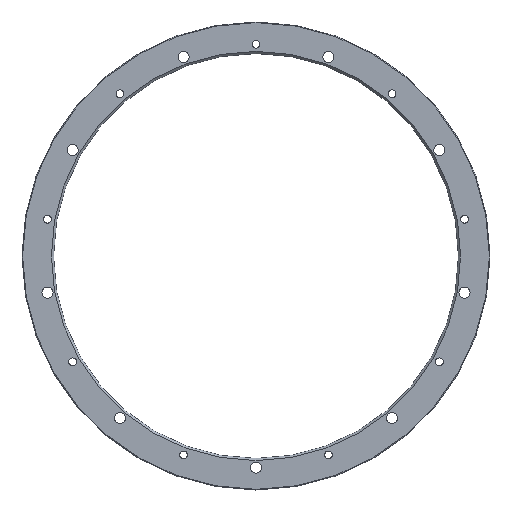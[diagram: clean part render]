
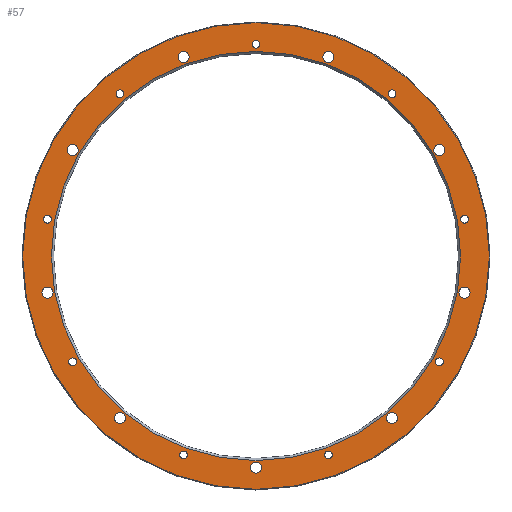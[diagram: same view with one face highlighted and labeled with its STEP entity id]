
A CAD part, top view. The second image highlights one B-rep face of the part: STEP entity #57.
In plain terms, the highlighted planar face has unit normal (0, 0, 1).
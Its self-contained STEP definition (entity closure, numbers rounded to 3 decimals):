
#57=ADVANCED_FACE('',(#90,#91,#92,#93,#94,#95,#96,#97,#98,#99,#100,#101,
#102,#103,#104,#105,#106,#107,#108,#109),#87,.T.);
#87=PLANE('',#619);
#90=FACE_BOUND('',#186,.T.);
#91=FACE_BOUND('',#187,.T.);
#92=FACE_BOUND('',#188,.T.);
#93=FACE_BOUND('',#189,.T.);
#94=FACE_BOUND('',#190,.T.);
#95=FACE_BOUND('',#191,.T.);
#96=FACE_BOUND('',#192,.T.);
#97=FACE_BOUND('',#193,.T.);
#98=FACE_BOUND('',#194,.T.);
#99=FACE_BOUND('',#195,.T.);
#100=FACE_BOUND('',#196,.T.);
#101=FACE_BOUND('',#197,.T.);
#102=FACE_BOUND('',#198,.T.);
#103=FACE_BOUND('',#199,.T.);
#104=FACE_BOUND('',#200,.T.);
#105=FACE_BOUND('',#201,.T.);
#106=FACE_BOUND('',#202,.T.);
#107=FACE_BOUND('',#203,.T.);
#108=FACE_BOUND('',#204,.T.);
#109=FACE_BOUND('',#205,.T.);
#186=EDGE_LOOP('',(#282));
#187=EDGE_LOOP('',(#283));
#188=EDGE_LOOP('',(#284));
#189=EDGE_LOOP('',(#285));
#190=EDGE_LOOP('',(#286));
#191=EDGE_LOOP('',(#287));
#192=EDGE_LOOP('',(#288));
#193=EDGE_LOOP('',(#289));
#194=EDGE_LOOP('',(#290));
#195=EDGE_LOOP('',(#291));
#196=EDGE_LOOP('',(#292));
#197=EDGE_LOOP('',(#293));
#198=EDGE_LOOP('',(#294));
#199=EDGE_LOOP('',(#295));
#200=EDGE_LOOP('',(#296));
#201=EDGE_LOOP('',(#297));
#202=EDGE_LOOP('',(#298));
#203=EDGE_LOOP('',(#299));
#204=EDGE_LOOP('',(#300));
#205=EDGE_LOOP('',(#301));
#282=ORIENTED_EDGE('',*,*,#426,.T.);
#283=ORIENTED_EDGE('',*,*,#427,.T.);
#284=ORIENTED_EDGE('',*,*,#428,.T.);
#285=ORIENTED_EDGE('',*,*,#429,.T.);
#286=ORIENTED_EDGE('',*,*,#430,.T.);
#287=ORIENTED_EDGE('',*,*,#431,.T.);
#288=ORIENTED_EDGE('',*,*,#432,.T.);
#289=ORIENTED_EDGE('',*,*,#433,.T.);
#290=ORIENTED_EDGE('',*,*,#434,.T.);
#291=ORIENTED_EDGE('',*,*,#435,.T.);
#292=ORIENTED_EDGE('',*,*,#436,.T.);
#293=ORIENTED_EDGE('',*,*,#437,.T.);
#294=ORIENTED_EDGE('',*,*,#438,.T.);
#295=ORIENTED_EDGE('',*,*,#439,.T.);
#296=ORIENTED_EDGE('',*,*,#440,.T.);
#297=ORIENTED_EDGE('',*,*,#441,.T.);
#298=ORIENTED_EDGE('',*,*,#442,.T.);
#299=ORIENTED_EDGE('',*,*,#443,.T.);
#300=ORIENTED_EDGE('',*,*,#444,.T.);
#301=ORIENTED_EDGE('',*,*,#445,.T.);
#378=VERTEX_POINT('',#873);
#379=VERTEX_POINT('',#875);
#380=VERTEX_POINT('',#877);
#381=VERTEX_POINT('',#879);
#382=VERTEX_POINT('',#881);
#383=VERTEX_POINT('',#883);
#384=VERTEX_POINT('',#885);
#385=VERTEX_POINT('',#887);
#386=VERTEX_POINT('',#889);
#387=VERTEX_POINT('',#891);
#388=VERTEX_POINT('',#893);
#389=VERTEX_POINT('',#895);
#390=VERTEX_POINT('',#897);
#391=VERTEX_POINT('',#899);
#392=VERTEX_POINT('',#901);
#393=VERTEX_POINT('',#903);
#394=VERTEX_POINT('',#905);
#395=VERTEX_POINT('',#907);
#396=VERTEX_POINT('',#909);
#397=VERTEX_POINT('',#911);
#426=EDGE_CURVE('',#378,#378,#538,.T.);
#427=EDGE_CURVE('',#379,#379,#539,.T.);
#428=EDGE_CURVE('',#380,#380,#540,.T.);
#429=EDGE_CURVE('',#381,#381,#541,.T.);
#430=EDGE_CURVE('',#382,#382,#542,.T.);
#431=EDGE_CURVE('',#383,#383,#543,.T.);
#432=EDGE_CURVE('',#384,#384,#544,.T.);
#433=EDGE_CURVE('',#385,#385,#545,.T.);
#434=EDGE_CURVE('',#386,#386,#546,.T.);
#435=EDGE_CURVE('',#387,#387,#547,.T.);
#436=EDGE_CURVE('',#388,#388,#548,.T.);
#437=EDGE_CURVE('',#389,#389,#549,.T.);
#438=EDGE_CURVE('',#390,#390,#550,.T.);
#439=EDGE_CURVE('',#391,#391,#551,.T.);
#440=EDGE_CURVE('',#392,#392,#552,.T.);
#441=EDGE_CURVE('',#393,#393,#553,.T.);
#442=EDGE_CURVE('',#394,#394,#554,.T.);
#443=EDGE_CURVE('',#395,#395,#555,.T.);
#444=EDGE_CURVE('',#396,#396,#556,.T.);
#445=EDGE_CURVE('',#397,#397,#557,.T.);
#538=CIRCLE('',#599,74.95);
#539=CIRCLE('',#600,65.71);
#540=CIRCLE('',#601,1.25);
#541=CIRCLE('',#602,1.25);
#542=CIRCLE('',#603,1.25);
#543=CIRCLE('',#604,1.25);
#544=CIRCLE('',#605,1.25);
#545=CIRCLE('',#606,1.25);
#546=CIRCLE('',#607,1.25);
#547=CIRCLE('',#608,1.25);
#548=CIRCLE('',#609,1.25);
#549=CIRCLE('',#610,1.775);
#550=CIRCLE('',#611,1.775);
#551=CIRCLE('',#612,1.775);
#552=CIRCLE('',#613,1.775);
#553=CIRCLE('',#614,1.775);
#554=CIRCLE('',#615,1.775);
#555=CIRCLE('',#616,1.775);
#556=CIRCLE('',#617,1.775);
#557=CIRCLE('',#618,1.775);
#599=AXIS2_PLACEMENT_3D('',#872,#703,#704);
#600=AXIS2_PLACEMENT_3D('',#874,#705,#706);
#601=AXIS2_PLACEMENT_3D('',#876,#707,#708);
#602=AXIS2_PLACEMENT_3D('',#878,#709,#710);
#603=AXIS2_PLACEMENT_3D('',#880,#711,#712);
#604=AXIS2_PLACEMENT_3D('',#882,#713,#714);
#605=AXIS2_PLACEMENT_3D('',#884,#715,#716);
#606=AXIS2_PLACEMENT_3D('',#886,#717,#718);
#607=AXIS2_PLACEMENT_3D('',#888,#719,#720);
#608=AXIS2_PLACEMENT_3D('',#890,#721,#722);
#609=AXIS2_PLACEMENT_3D('',#892,#723,#724);
#610=AXIS2_PLACEMENT_3D('',#894,#725,#726);
#611=AXIS2_PLACEMENT_3D('',#896,#727,#728);
#612=AXIS2_PLACEMENT_3D('',#898,#729,#730);
#613=AXIS2_PLACEMENT_3D('',#900,#731,#732);
#614=AXIS2_PLACEMENT_3D('',#902,#733,#734);
#615=AXIS2_PLACEMENT_3D('',#904,#735,#736);
#616=AXIS2_PLACEMENT_3D('',#906,#737,#738);
#617=AXIS2_PLACEMENT_3D('',#908,#739,#740);
#618=AXIS2_PLACEMENT_3D('',#910,#741,#742);
#619=AXIS2_PLACEMENT_3D('',#912,#743,#744);
#703=DIRECTION('',(0.,0.,1.));
#704=DIRECTION('',(1.,0.,0.));
#705=DIRECTION('',(0.,0.,-1.));
#706=DIRECTION('',(1.,0.,0.));
#707=DIRECTION('',(0.,0.,-1.));
#708=DIRECTION('',(-0.766,0.643,0.));
#709=DIRECTION('',(0.,0.,-1.));
#710=DIRECTION('',(-0.174,0.985,0.));
#711=DIRECTION('',(0.,0.,-1.));
#712=DIRECTION('',(0.5,0.866,0.));
#713=DIRECTION('',(0.,0.,-1.));
#714=DIRECTION('',(0.94,0.342,0.));
#715=DIRECTION('',(0.,0.,-1.));
#716=DIRECTION('',(0.94,-0.342,0.));
#717=DIRECTION('',(0.,0.,-1.));
#718=DIRECTION('',(0.5,-0.866,0.));
#719=DIRECTION('',(0.,0.,-1.));
#720=DIRECTION('',(-0.174,-0.985,0.));
#721=DIRECTION('',(0.,0.,-1.));
#722=DIRECTION('',(-0.766,-0.643,0.));
#723=DIRECTION('',(0.,0.,-1.));
#724=DIRECTION('',(-1.,0.,0.));
#725=DIRECTION('',(0.,0.,-1.));
#726=DIRECTION('',(-0.766,0.643,0.));
#727=DIRECTION('',(0.,0.,-1.));
#728=DIRECTION('',(-0.174,0.985,0.));
#729=DIRECTION('',(0.,0.,-1.));
#730=DIRECTION('',(0.5,0.866,0.));
#731=DIRECTION('',(0.,0.,-1.));
#732=DIRECTION('',(0.94,0.342,0.));
#733=DIRECTION('',(0.,0.,-1.));
#734=DIRECTION('',(0.94,-0.342,0.));
#735=DIRECTION('',(0.,0.,-1.));
#736=DIRECTION('',(0.5,-0.866,0.));
#737=DIRECTION('',(0.,0.,-1.));
#738=DIRECTION('',(-0.174,-0.985,0.));
#739=DIRECTION('',(0.,0.,-1.));
#740=DIRECTION('',(-0.766,-0.643,0.));
#741=DIRECTION('',(0.,0.,-1.));
#742=DIRECTION('',(-1.,0.,0.));
#743=DIRECTION('',(0.,0.,1.));
#744=DIRECTION('',(1.,0.,0.));
#872=CARTESIAN_POINT('',(0.,0.,7.));
#873=CARTESIAN_POINT('',(74.95,0.,7.));
#874=CARTESIAN_POINT('',(0.,0.,7.));
#875=CARTESIAN_POINT('',(65.71,0.,7.));
#876=CARTESIAN_POINT('',(43.71,52.091,7.));
#877=CARTESIAN_POINT('',(42.752,52.895,7.));
#878=CARTESIAN_POINT('',(66.967,11.808,7.));
#879=CARTESIAN_POINT('',(66.75,13.039,7.));
#880=CARTESIAN_POINT('',(58.89,-34.,7.));
#881=CARTESIAN_POINT('',(59.515,-32.917,7.));
#882=CARTESIAN_POINT('',(23.257,-63.899,7.));
#883=CARTESIAN_POINT('',(24.432,-63.472,7.));
#884=CARTESIAN_POINT('',(-23.257,-63.899,7.));
#885=CARTESIAN_POINT('',(-22.083,-64.327,7.));
#886=CARTESIAN_POINT('',(-58.89,-34.,7.));
#887=CARTESIAN_POINT('',(-58.265,-35.083,7.));
#888=CARTESIAN_POINT('',(-66.967,11.808,7.));
#889=CARTESIAN_POINT('',(-67.184,10.577,7.));
#890=CARTESIAN_POINT('',(-43.71,52.091,7.));
#891=CARTESIAN_POINT('',(-44.667,51.288,7.));
#892=CARTESIAN_POINT('',(0.,68.,7.));
#893=CARTESIAN_POINT('',(-1.25,68.,7.));
#894=CARTESIAN_POINT('',(-58.89,34.,7.));
#895=CARTESIAN_POINT('',(-60.249,35.141,7.));
#896=CARTESIAN_POINT('',(-23.257,63.899,7.));
#897=CARTESIAN_POINT('',(-23.566,65.647,7.));
#898=CARTESIAN_POINT('',(23.257,63.899,7.));
#899=CARTESIAN_POINT('',(24.145,65.436,7.));
#900=CARTESIAN_POINT('',(58.89,34.,7.));
#901=CARTESIAN_POINT('',(60.558,34.607,7.));
#902=CARTESIAN_POINT('',(66.967,-11.808,7.));
#903=CARTESIAN_POINT('',(68.635,-12.415,7.));
#904=CARTESIAN_POINT('',(43.71,-52.091,7.));
#905=CARTESIAN_POINT('',(44.597,-53.628,7.));
#906=CARTESIAN_POINT('',(0.,-68.,7.));
#907=CARTESIAN_POINT('',(-0.308,-69.748,7.));
#908=CARTESIAN_POINT('',(-43.71,-52.091,7.));
#909=CARTESIAN_POINT('',(-45.069,-53.232,7.));
#910=CARTESIAN_POINT('',(-66.967,-11.808,7.));
#911=CARTESIAN_POINT('',(-68.742,-11.808,7.));
#912=CARTESIAN_POINT('',(0.,0.,7.));
